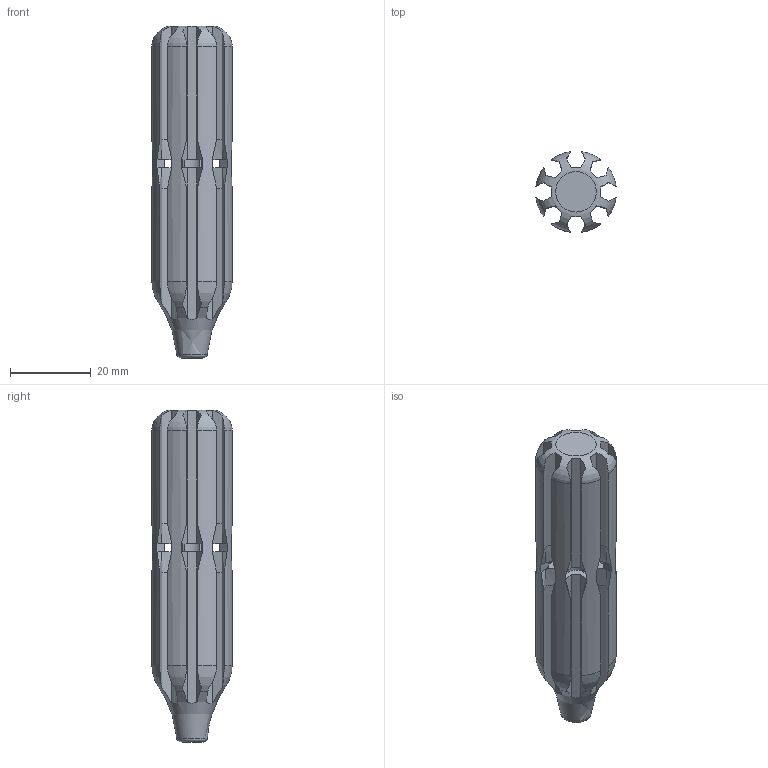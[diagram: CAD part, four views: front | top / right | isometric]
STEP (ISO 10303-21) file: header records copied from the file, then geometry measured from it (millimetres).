
FILE_DESCRIPTION(('FreeCAD Model'),'2;1');
FILE_NAME('Open CASCADE Shape Model','2022-06-22T18:33:36',(''),(''), 'Open CASCADE STEP processor 7.5','FreeCAD','Unknown');
FILE_SCHEMA(('AUTOMOTIVE_DESIGN { 1 0 10303 214 1 1 1 1 }'));
Length unit declared in the file: millimetre
Products named in the file (1): Handle
Bounding box: 19.82 x 19.82 x 82 mm (x, y, z)
Volume: 13395.9 mm3; surface area: 10424 mm2
Topology: 1 solids, 1 shells, 222 faces, 624 edges, 391 vertices
Faces by surface type: plane 115, bspline 65, cylinder 32, revolution 10
Entity records: 19573 total; most frequent: CARTESIAN_POINT 7003, DIRECTION 1725, ORIENTED_EDGE 1248, PCURVE 1248, DEFINITIONAL_REPRESENTATION 1248, LINE 1225, VECTOR 1225, EDGE_CURVE 624
